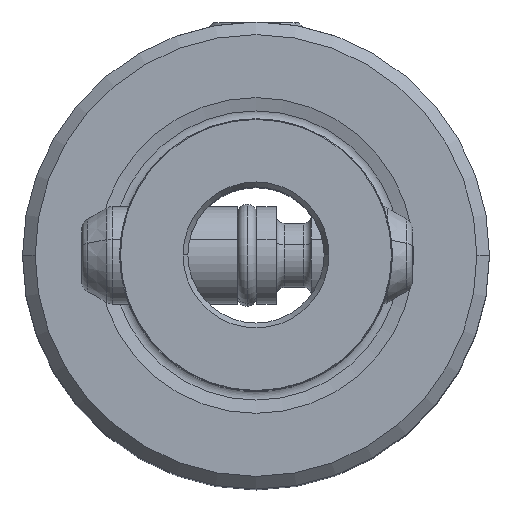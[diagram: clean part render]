
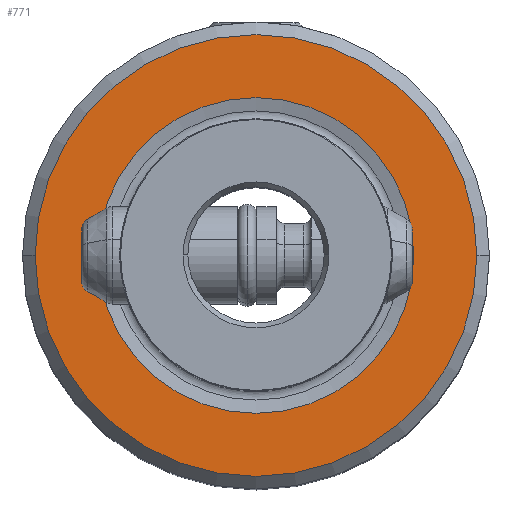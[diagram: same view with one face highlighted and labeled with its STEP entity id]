
A CAD part, top view. The second image highlights one B-rep face of the part: STEP entity #771.
In plain terms, the highlighted planar face has unit normal (0, 0, 1).
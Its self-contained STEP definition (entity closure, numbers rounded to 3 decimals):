
#679=EDGE_CURVE('NONE',#825,#1285,#1952,.T.);
#771=ADVANCED_FACE('NONE',(#2056,#2057),#2058,.T.);
#825=VERTEX_POINT('NONE',#2119);
#1093=EDGE_CURVE('NONE',#1897,#1733,#2423,.T.);
#1259=EDGE_CURVE('NONE',#1733,#1897,#2617,.T.);
#1285=VERTEX_POINT('NONE',#2646);
#1705=EDGE_CURVE('NONE',#1285,#825,#3113,.T.);
#1733=VERTEX_POINT('NONE',#3143);
#1897=VERTEX_POINT('NONE',#3319);
#1952=CIRCLE('',#3373,8.112);
#2056=FACE_OUTER_BOUND('',#3572,.T.);
#2057=FACE_BOUND('',#3573,.T.);
#2058=PLANE('',#3574);
#2119=CARTESIAN_POINT('',(8.112,0.0,0.0));
#2423=CIRCLE('',#4180,11.35);
#2617=CIRCLE('',#4511,11.35);
#2646=CARTESIAN_POINT('',(-8.112,0.,0.0));
#3113=CIRCLE('',#5269,8.112);
#3143=CARTESIAN_POINT('',(-11.35,0.0,0.0));
#3319=CARTESIAN_POINT('',(11.35,0.,0.0));
#3373=AXIS2_PLACEMENT_3D('',#5748,#5749,#5750);
#3572=EDGE_LOOP('',(#5894,#5895));
#3573=EDGE_LOOP('',(#5896,#5897));
#3574=AXIS2_PLACEMENT_3D('',#5898,#5899,#5900);
#4180=AXIS2_PLACEMENT_3D('',#6379,#6380,#6381);
#4511=AXIS2_PLACEMENT_3D('',#6655,#6656,#6657);
#5269=AXIS2_PLACEMENT_3D('',#7276,#7277,#7278);
#5748=CARTESIAN_POINT('',(0.0,0.0,0.0));
#5749=DIRECTION('',(0.0,0.0,1.0));
#5750=DIRECTION('',(1.0,0.0,0.0));
#5894=ORIENTED_EDGE('',*,*,#1259,.F.);
#5895=ORIENTED_EDGE('',*,*,#1093,.F.);
#5896=ORIENTED_EDGE('',*,*,#679,.F.);
#5897=ORIENTED_EDGE('',*,*,#1705,.F.);
#5898=CARTESIAN_POINT('',(0.0,12.0,0.0));
#5899=DIRECTION('',(0.0,0.0,1.0));
#5900=DIRECTION('',(1.0,0.0,0.0));
#6379=CARTESIAN_POINT('',(0.0,0.0,0.0));
#6380=DIRECTION('',(0.0,0.0,-1.0));
#6381=DIRECTION('',(1.0,0.0,0.0));
#6655=CARTESIAN_POINT('',(0.0,0.0,0.0));
#6656=DIRECTION('',(0.0,0.0,-1.0));
#6657=DIRECTION('',(1.0,0.0,0.0));
#7276=CARTESIAN_POINT('',(0.0,0.0,0.0));
#7277=DIRECTION('',(0.0,0.0,1.0));
#7278=DIRECTION('',(1.0,0.0,0.0));
